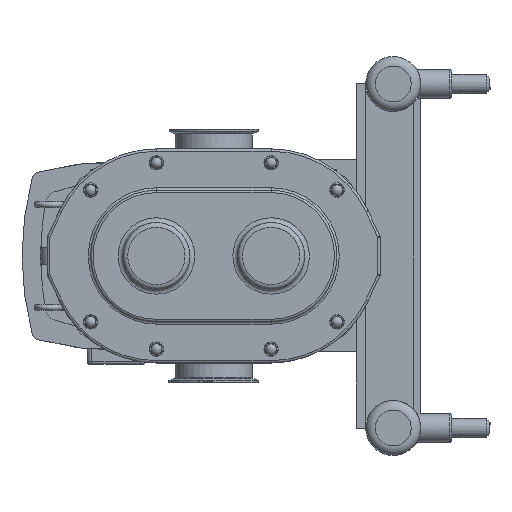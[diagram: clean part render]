
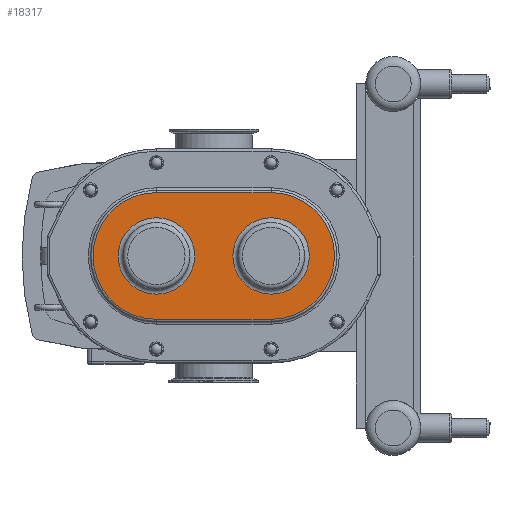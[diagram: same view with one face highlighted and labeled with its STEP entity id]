
A CAD part, left-side view. The second image highlights one B-rep face of the part: STEP entity #18317.
In plain terms, the highlighted planar face has unit normal (-1, 0, 0).
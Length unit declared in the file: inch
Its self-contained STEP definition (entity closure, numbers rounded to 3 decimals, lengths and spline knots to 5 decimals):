
#869=CIRCLE('',#19600,3.315);
#872=CIRCLE('',#19605,3.315);
#911=CIRCLE('',#19679,2.);
#912=CIRCLE('',#19681,2.);
#1808=FACE_BOUND('',#3789,.T.);
#1809=FACE_BOUND('',#3790,.T.);
#2028=PLANE('',#19680);
#2681=FACE_OUTER_BOUND('',#3788,.T.);
#3788=EDGE_LOOP('',(#13803,#13804,#13805,#13806));
#3789=EDGE_LOOP('',(#13807));
#3790=EDGE_LOOP('',(#13808));
#5027=LINE('',#29169,#6391);
#5029=LINE('',#29179,#6393);
#6391=VECTOR('',#22604,0.3937);
#6393=VECTOR('',#22618,0.3937);
#8076=VERTEX_POINT('',#29162);
#8077=VERTEX_POINT('',#29164);
#8078=VERTEX_POINT('',#29168);
#8080=VERTEX_POINT('',#29174);
#8108=VERTEX_POINT('',#29300);
#8109=VERTEX_POINT('',#29304);
#10141=EDGE_CURVE('',#8076,#8077,#869,.T.);
#10143=EDGE_CURVE('',#8077,#8078,#5027,.T.);
#10146=EDGE_CURVE('',#8078,#8080,#872,.T.);
#10149=EDGE_CURVE('',#8080,#8076,#5029,.T.);
#10210=EDGE_CURVE('',#8108,#8108,#911,.T.);
#10211=EDGE_CURVE('',#8109,#8109,#912,.T.);
#13803=ORIENTED_EDGE('',*,*,#10149,.F.);
#13804=ORIENTED_EDGE('',*,*,#10146,.F.);
#13805=ORIENTED_EDGE('',*,*,#10143,.F.);
#13806=ORIENTED_EDGE('',*,*,#10141,.F.);
#13807=ORIENTED_EDGE('',*,*,#10210,.F.);
#13808=ORIENTED_EDGE('',*,*,#10211,.F.);
#18317=ADVANCED_FACE('',(#2681,#1808,#1809),#2028,.T.);
#19600=AXIS2_PLACEMENT_3D('',#29165,#22598,#22599);
#19605=AXIS2_PLACEMENT_3D('',#29175,#22610,#22611);
#19679=AXIS2_PLACEMENT_3D('',#29302,#22783,#22784);
#19680=AXIS2_PLACEMENT_3D('',#29303,#22785,#22786);
#19681=AXIS2_PLACEMENT_3D('',#29305,#22787,#22788);
#22598=DIRECTION('center_axis',(1.,0.,0.));
#22599=DIRECTION('ref_axis',(0.,-1.,0.));
#22604=DIRECTION('',(0.,1.,0.));
#22610=DIRECTION('center_axis',(1.,0.,0.));
#22611=DIRECTION('ref_axis',(0.,1.,0.));
#22618=DIRECTION('',(0.,-1.,0.));
#22783=DIRECTION('center_axis',(-1.,0.,0.));
#22784=DIRECTION('ref_axis',(0.,0.,1.));
#22785=DIRECTION('center_axis',(-1.,0.,0.));
#22786=DIRECTION('ref_axis',(0.,0.,-1.));
#22787=DIRECTION('center_axis',(-1.,0.,0.));
#22788=DIRECTION('ref_axis',(0.,0.,1.));
#29162=CARTESIAN_POINT('',(-1.555,-3.,3.315));
#29164=CARTESIAN_POINT('',(-1.555,-3.,-3.315));
#29165=CARTESIAN_POINT('Origin',(-1.555,-3.,0.));
#29168=CARTESIAN_POINT('',(-1.555,3.,-3.315));
#29169=CARTESIAN_POINT('',(-1.555,1.5,-3.315));
#29174=CARTESIAN_POINT('',(-1.555,3.,3.315));
#29175=CARTESIAN_POINT('Origin',(-1.555,3.,0.));
#29179=CARTESIAN_POINT('',(-1.555,-1.5,3.315));
#29300=CARTESIAN_POINT('',(-1.555,-3.,-2.));
#29302=CARTESIAN_POINT('Origin',(-1.555,-3.,0.));
#29303=CARTESIAN_POINT('Origin',(-1.555,0.,0.));
#29304=CARTESIAN_POINT('',(-1.555,3.,-2.));
#29305=CARTESIAN_POINT('Origin',(-1.555,3.,0.));
